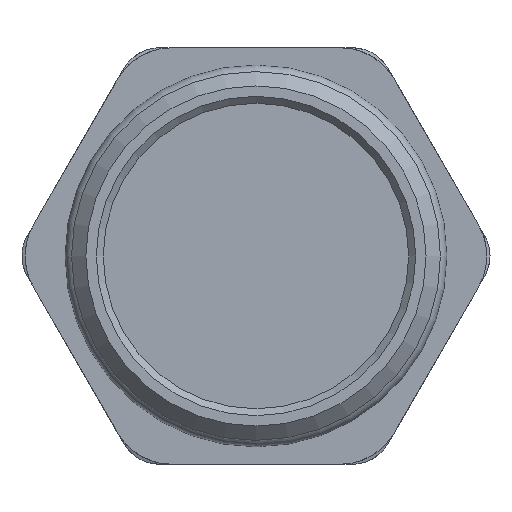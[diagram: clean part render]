
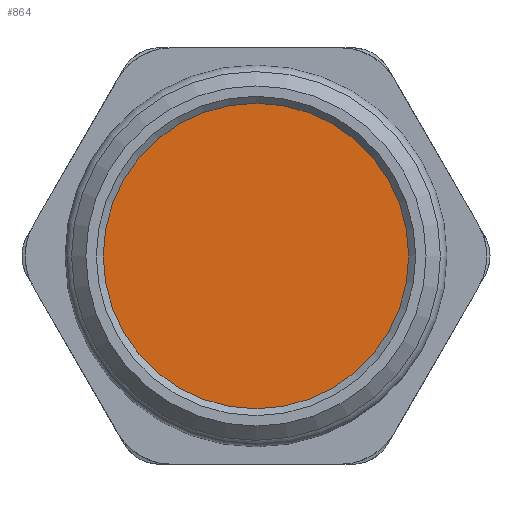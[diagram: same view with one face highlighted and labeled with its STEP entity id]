
A CAD part, front view. The second image highlights one B-rep face of the part: STEP entity #864.
In plain terms, the highlighted planar face has unit normal (0, -1, 0).
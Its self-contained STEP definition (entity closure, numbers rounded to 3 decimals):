
#97=FACE_OUTER_BOUND('',#150,.T.);
#150=EDGE_LOOP('',(#552));
#296=CIRCLE('',#944,11.);
#343=VERTEX_POINT('',#1287);
#425=EDGE_CURVE('',#343,#343,#296,.T.);
#552=ORIENTED_EDGE('',*,*,#425,.T.);
#794=PLANE('',#943);
#864=ADVANCED_FACE('',(#97),#794,.F.);
#943=AXIS2_PLACEMENT_3D('',#1286,#1052,#1053);
#944=AXIS2_PLACEMENT_3D('',#1288,#1054,#1055);
#1052=DIRECTION('center_axis',(0.,1.,0.));
#1053=DIRECTION('ref_axis',(0.,0.,1.));
#1054=DIRECTION('center_axis',(0.,-1.,0.));
#1055=DIRECTION('ref_axis',(-1.,0.,0.));
#1286=CARTESIAN_POINT('Origin',(-4.224,-2.206,0.));
#1287=CARTESIAN_POINT('',(6.776,-2.206,0.));
#1288=CARTESIAN_POINT('Origin',(-4.224,-2.206,0.));
